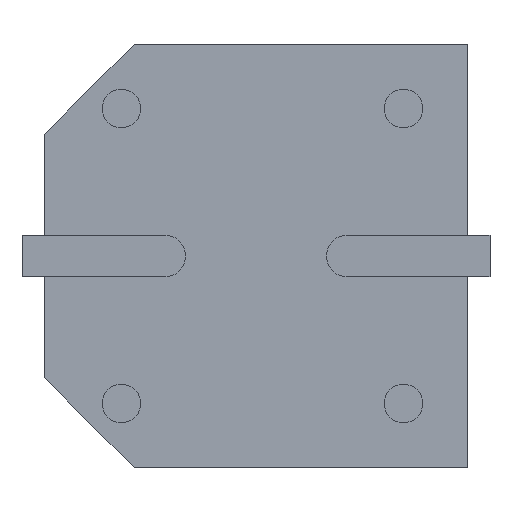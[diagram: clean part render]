
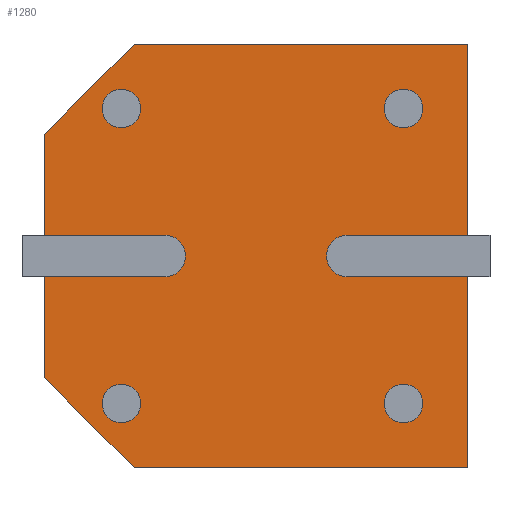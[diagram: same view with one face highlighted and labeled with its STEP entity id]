
A CAD part, front view. The second image highlights one B-rep face of the part: STEP entity #1280.
In plain terms, the highlighted planar face has unit normal (0, -1, 0).
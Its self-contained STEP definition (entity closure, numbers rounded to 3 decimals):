
#16 = DIRECTION ( 'NONE',  ( 0., -1., 0. ) ) ;
#62 = EDGE_CURVE ( 'NONE', #1926, #1659, #866, .T. ) ;
#64 = EDGE_LOOP ( 'NONE', ( #1550, #219 ) ) ;
#77 = VECTOR ( 'NONE', #1815, 1000. ) ;
#98 = CARTESIAN_POINT ( 'NONE',  ( -2.1, 0.15, 2. ) ) ;
#106 = DIRECTION ( 'NONE',  ( 0., 0., -1. ) ) ;
#113 = AXIS2_PLACEMENT_3D ( 'NONE', #1922, #701, #1792 ) ;
#116 = VERTEX_POINT ( 'NONE', #616 ) ;
#137 = EDGE_CURVE ( 'NONE', #1855, #734, #2175, .T. ) ;
#212 = CIRCLE ( 'NONE', #1488, 0.3 ) ;
#219 = ORIENTED_EDGE ( 'NONE', *, *, #1699, .F. ) ;
#230 = DIRECTION ( 'NONE',  ( 0., 0., -1. ) ) ;
#256 = CIRCLE ( 'NONE', #1304, 0.3 ) ;
#315 = EDGE_CURVE ( 'NONE', #907, #353, #371, .T. ) ;
#327 = DIRECTION ( 'NONE',  ( 0., -1., 0. ) ) ;
#332 = FACE_BOUND ( 'NONE', #2077, .T. ) ;
#353 = VERTEX_POINT ( 'NONE', #537 ) ;
#364 = CARTESIAN_POINT ( 'NONE',  ( -2.1, 0.15, 2.6 ) ) ;
#366 = DIRECTION ( 'NONE',  ( 0., 0., 1. ) ) ;
#371 = CIRCLE ( 'NONE', #1096, 0.3 ) ;
#378 = FACE_BOUND ( 'NONE', #64, .T. ) ;
#389 = CARTESIAN_POINT ( 'NONE',  ( -1.9, 0.15, 3.3 ) ) ;
#440 = CARTESIAN_POINT ( 'NONE',  ( -3.3, 0.15, -1.9 ) ) ;
#490 = DIRECTION ( 'NONE',  ( 0., -1., 0. ) ) ;
#497 = ORIENTED_EDGE ( 'NONE', *, *, #776, .F. ) ;
#508 = AXIS2_PLACEMENT_3D ( 'NONE', #1763, #16, #2113 ) ;
#525 = CARTESIAN_POINT ( 'NONE',  ( -2.1, 0.15, -2.3 ) ) ;
#531 = CARTESIAN_POINT ( 'NONE',  ( 3.3, 0.15, 3.3 ) ) ;
#537 = CARTESIAN_POINT ( 'NONE',  ( -2.1, 0.15, -2.6 ) ) ;
#543 = DIRECTION ( 'NONE',  ( 0., -1., 0. ) ) ;
#555 = DIRECTION ( 'NONE',  ( 0., -1., 0. ) ) ;
#571 = DIRECTION ( 'NONE',  ( 0., -1., 0. ) ) ;
#580 = CIRCLE ( 'NONE', #891, 0.3 ) ;
#616 = CARTESIAN_POINT ( 'NONE',  ( 2.3, 0.15, -2.6 ) ) ;
#639 = VERTEX_POINT ( 'NONE', #2192 ) ;
#640 = LINE ( 'NONE', #1169, #1756 ) ;
#641 = CARTESIAN_POINT ( 'NONE',  ( 2.3, 0.15, -2. ) ) ;
#701 = DIRECTION ( 'NONE',  ( 0., -1., 0. ) ) ;
#721 = ORIENTED_EDGE ( 'NONE', *, *, #137, .T. ) ;
#722 = AXIS2_PLACEMENT_3D ( 'NONE', #2111, #543, #106 ) ;
#730 = CARTESIAN_POINT ( 'NONE',  ( -2.1, 0.15, 2.3 ) ) ;
#734 = VERTEX_POINT ( 'NONE', #2157 ) ;
#737 = LINE ( 'NONE', #440, #940 ) ;
#746 = ORIENTED_EDGE ( 'NONE', *, *, #2215, .F. ) ;
#765 = EDGE_CURVE ( 'NONE', #734, #2015, #737, .T. ) ;
#776 = EDGE_CURVE ( 'NONE', #116, #1893, #1371, .T. ) ;
#800 = LINE ( 'NONE', #1303, #1712 ) ;
#866 = CIRCLE ( 'NONE', #722, 0.3 ) ;
#870 = EDGE_LOOP ( 'NONE', ( #746, #924 ) ) ;
#874 = CARTESIAN_POINT ( 'NONE',  ( -2.1, 0.15, -2.3 ) ) ;
#876 = FACE_BOUND ( 'NONE', #1188, .T. ) ;
#891 = AXIS2_PLACEMENT_3D ( 'NONE', #1599, #1420, #1800 ) ;
#907 = VERTEX_POINT ( 'NONE', #1062 ) ;
#924 = ORIENTED_EDGE ( 'NONE', *, *, #315, .F. ) ;
#940 = VECTOR ( 'NONE', #1129, 1000. ) ;
#956 = VERTEX_POINT ( 'NONE', #1037 ) ;
#986 = DIRECTION ( 'NONE',  ( 0., 0., -1. ) ) ;
#989 = DIRECTION ( 'NONE',  ( 0., 0., -1. ) ) ;
#1024 = EDGE_CURVE ( 'NONE', #1610, #1318, #1602, .T. ) ;
#1037 = CARTESIAN_POINT ( 'NONE',  ( 2.3, 0.15, 2.6 ) ) ;
#1046 = DIRECTION ( 'NONE',  ( 0., -1., 0. ) ) ;
#1062 = CARTESIAN_POINT ( 'NONE',  ( -2.1, 0.15, -2. ) ) ;
#1096 = AXIS2_PLACEMENT_3D ( 'NONE', #525, #327, #1210 ) ;
#1102 = CARTESIAN_POINT ( 'NONE',  ( 3.3, 0.15, 3.3 ) ) ;
#1129 = DIRECTION ( 'NONE',  ( 0.707, 0., -0.707 ) ) ;
#1155 = EDGE_CURVE ( 'NONE', #2162, #1855, #640, .T. ) ;
#1169 = CARTESIAN_POINT ( 'NONE',  ( -1.9, 0.15, 3.3 ) ) ;
#1188 = EDGE_LOOP ( 'NONE', ( #497, #2125 ) ) ;
#1193 = AXIS2_PLACEMENT_3D ( 'NONE', #2246, #1046, #1737 ) ;
#1195 = PLANE ( 'NONE',  #1193 ) ;
#1204 = FACE_OUTER_BOUND ( 'NONE', #1744, .T. ) ;
#1210 = DIRECTION ( 'NONE',  ( 0., 0., -1. ) ) ;
#1217 = CARTESIAN_POINT ( 'NONE',  ( -1.9, 0.15, -3.3 ) ) ;
#1225 = DIRECTION ( 'NONE',  ( 0., 0., -1. ) ) ;
#1280 = ADVANCED_FACE ( 'NONE', ( #332, #378, #876, #1587, #1204 ), #1195, .T. ) ;
#1294 = LINE ( 'NONE', #1102, #77 ) ;
#1303 = CARTESIAN_POINT ( 'NONE',  ( -1.9, 0.15, -3.3 ) ) ;
#1304 = AXIS2_PLACEMENT_3D ( 'NONE', #874, #555, #1225 ) ;
#1318 = VERTEX_POINT ( 'NONE', #531 ) ;
#1334 = EDGE_CURVE ( 'NONE', #639, #956, #1719, .T. ) ;
#1371 = CIRCLE ( 'NONE', #1683, 0.3 ) ;
#1420 = DIRECTION ( 'NONE',  ( 0., -1., 0. ) ) ;
#1488 = AXIS2_PLACEMENT_3D ( 'NONE', #730, #571, #230 ) ;
#1508 = DIRECTION ( 'NONE',  ( 1., 0., 0. ) ) ;
#1515 = CARTESIAN_POINT ( 'NONE',  ( -3.3, 0.15, 1.9 ) ) ;
#1539 = DIRECTION ( 'NONE',  ( -0.707, 0., -0.707 ) ) ;
#1548 = EDGE_CURVE ( 'NONE', #1893, #116, #580, .T. ) ;
#1550 = ORIENTED_EDGE ( 'NONE', *, *, #1334, .F. ) ;
#1559 = EDGE_CURVE ( 'NONE', #1659, #1926, #212, .T. ) ;
#1571 = ORIENTED_EDGE ( 'NONE', *, *, #1559, .F. ) ;
#1587 = FACE_BOUND ( 'NONE', #870, .T. ) ;
#1599 = CARTESIAN_POINT ( 'NONE',  ( 2.3, 0.15, -2.3 ) ) ;
#1602 = LINE ( 'NONE', #1920, #1718 ) ;
#1610 = VERTEX_POINT ( 'NONE', #1681 ) ;
#1611 = EDGE_CURVE ( 'NONE', #2015, #1610, #800, .T. ) ;
#1642 = CARTESIAN_POINT ( 'NONE',  ( -3.3, 0.15, 1.9 ) ) ;
#1659 = VERTEX_POINT ( 'NONE', #98 ) ;
#1681 = CARTESIAN_POINT ( 'NONE',  ( 3.3, 0.15, -3.3 ) ) ;
#1683 = AXIS2_PLACEMENT_3D ( 'NONE', #1872, #490, #986 ) ;
#1699 = EDGE_CURVE ( 'NONE', #956, #639, #1787, .T. ) ;
#1712 = VECTOR ( 'NONE', #1508, 1000. ) ;
#1718 = VECTOR ( 'NONE', #366, 1000. ) ;
#1719 = CIRCLE ( 'NONE', #508, 0.3 ) ;
#1734 = ORIENTED_EDGE ( 'NONE', *, *, #2145, .T. ) ;
#1737 = DIRECTION ( 'NONE',  ( 0., 0., -1. ) ) ;
#1744 = EDGE_LOOP ( 'NONE', ( #2155, #1852, #1734, #1807, #721, #2003 ) ) ;
#1756 = VECTOR ( 'NONE', #1539, 1000. ) ;
#1763 = CARTESIAN_POINT ( 'NONE',  ( 2.3, 0.15, 2.3 ) ) ;
#1787 = CIRCLE ( 'NONE', #113, 0.3 ) ;
#1792 = DIRECTION ( 'NONE',  ( 0., 0., -1. ) ) ;
#1800 = DIRECTION ( 'NONE',  ( 0., 0., -1. ) ) ;
#1807 = ORIENTED_EDGE ( 'NONE', *, *, #1155, .T. ) ;
#1815 = DIRECTION ( 'NONE',  ( -1., 0., 0. ) ) ;
#1840 = ORIENTED_EDGE ( 'NONE', *, *, #62, .F. ) ;
#1852 = ORIENTED_EDGE ( 'NONE', *, *, #1024, .T. ) ;
#1855 = VERTEX_POINT ( 'NONE', #1642 ) ;
#1872 = CARTESIAN_POINT ( 'NONE',  ( 2.3, 0.15, -2.3 ) ) ;
#1893 = VERTEX_POINT ( 'NONE', #641 ) ;
#1920 = CARTESIAN_POINT ( 'NONE',  ( 3.3, 0.15, -3.3 ) ) ;
#1922 = CARTESIAN_POINT ( 'NONE',  ( 2.3, 0.15, 2.3 ) ) ;
#1926 = VERTEX_POINT ( 'NONE', #364 ) ;
#2003 = ORIENTED_EDGE ( 'NONE', *, *, #765, .T. ) ;
#2015 = VERTEX_POINT ( 'NONE', #1217 ) ;
#2077 = EDGE_LOOP ( 'NONE', ( #1571, #1840 ) ) ;
#2111 = CARTESIAN_POINT ( 'NONE',  ( -2.1, 0.15, 2.3 ) ) ;
#2113 = DIRECTION ( 'NONE',  ( 0., 0., -1. ) ) ;
#2125 = ORIENTED_EDGE ( 'NONE', *, *, #1548, .F. ) ;
#2145 = EDGE_CURVE ( 'NONE', #1318, #2162, #1294, .T. ) ;
#2155 = ORIENTED_EDGE ( 'NONE', *, *, #1611, .T. ) ;
#2157 = CARTESIAN_POINT ( 'NONE',  ( -3.3, 0.15, -1.9 ) ) ;
#2162 = VERTEX_POINT ( 'NONE', #389 ) ;
#2175 = LINE ( 'NONE', #1515, #2238 ) ;
#2192 = CARTESIAN_POINT ( 'NONE',  ( 2.3, 0.15, 2. ) ) ;
#2215 = EDGE_CURVE ( 'NONE', #353, #907, #256, .T. ) ;
#2238 = VECTOR ( 'NONE', #989, 1000. ) ;
#2246 = CARTESIAN_POINT ( 'NONE',  ( 0., 0.15, 0. ) ) ;
